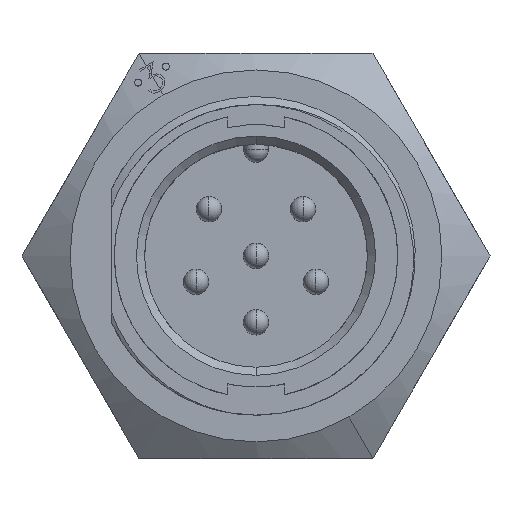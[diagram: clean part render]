
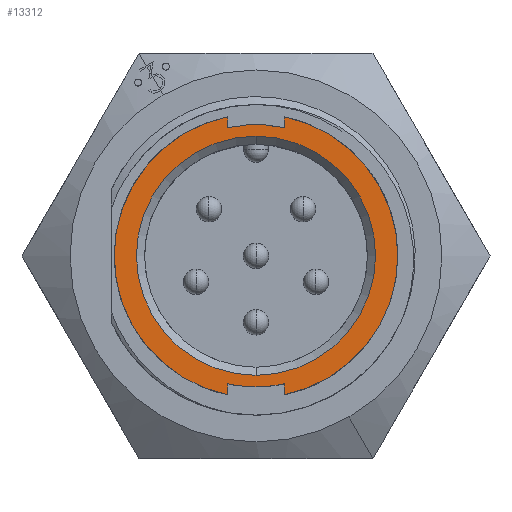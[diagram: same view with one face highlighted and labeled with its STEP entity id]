
A CAD part, top view. The second image highlights one B-rep face of the part: STEP entity #13312.
In plain terms, the highlighted planar face has unit normal (0, 0, 1).
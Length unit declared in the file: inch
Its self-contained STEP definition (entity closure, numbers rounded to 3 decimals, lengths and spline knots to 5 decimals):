
#189 = ORIENTED_EDGE ( 'NONE', *, *, #14393, .T. ) ;
#319 = DIRECTION ( 'NONE',  ( 0., -1., 0. ) ) ;
#384 = VECTOR ( 'NONE', #5679, 39.37008 ) ;
#441 = CARTESIAN_POINT ( 'NONE',  ( -0.07, -0.34293, 0. ) ) ;
#442 = CARTESIAN_POINT ( 'NONE',  ( -0.07, 0.34293, 0. ) ) ;
#671 = ORIENTED_EDGE ( 'NONE', *, *, #5160, .T. ) ;
#1105 = DIRECTION ( 'NONE',  ( 0., 1., 0. ) ) ;
#1407 = DIRECTION ( 'NONE',  ( 0., 0., 1. ) ) ;
#1484 = CIRCLE ( 'NONE', #10439, 0.35 ) ;
#1657 = LINE ( 'NONE', #15208, #17706 ) ;
#1712 = DIRECTION ( 'NONE',  ( 0., 0., -1. ) ) ;
#1885 = CARTESIAN_POINT ( 'NONE',  ( 0., 0., 0. ) ) ;
#2299 = CARTESIAN_POINT ( 'NONE',  ( 0., 0., 0. ) ) ;
#2455 = VERTEX_POINT ( 'NONE', #4931 ) ;
#2827 = CARTESIAN_POINT ( 'NONE',  ( 0., 0., 0. ) ) ;
#2920 = EDGE_LOOP ( 'NONE', ( #189, #17612, #6028, #9487, #8123, #671, #5246, #13991, #16568 ) ) ;
#2931 = LINE ( 'NONE', #16465, #5983 ) ;
#2945 = CARTESIAN_POINT ( 'NONE',  ( 0., 0., 0. ) ) ;
#3554 = AXIS2_PLACEMENT_3D ( 'NONE', #1885, #1712, #15716 ) ;
#4348 = DIRECTION ( 'NONE',  ( 0., 0., 1. ) ) ;
#4463 = LINE ( 'NONE', #5550, #16937 ) ;
#4748 = DIRECTION ( 'NONE',  ( 0., -1., 0. ) ) ;
#4771 = DIRECTION ( 'NONE',  ( 1., 0., 0. ) ) ;
#4776 = VERTEX_POINT ( 'NONE', #10825 ) ;
#4928 = EDGE_LOOP ( 'NONE', ( #12446, #8114 ) ) ;
#4931 = CARTESIAN_POINT ( 'NONE',  ( 0.07, 0.31584, 0. ) ) ;
#5008 = VERTEX_POINT ( 'NONE', #442 ) ;
#5127 = AXIS2_PLACEMENT_3D ( 'NONE', #5692, #10593, #5175 ) ;
#5160 = EDGE_CURVE ( 'NONE', #13520, #4776, #13156, .T. ) ;
#5175 = DIRECTION ( 'NONE',  ( 1., 0., 0. ) ) ;
#5246 = ORIENTED_EDGE ( 'NONE', *, *, #13416, .F. ) ;
#5278 = CIRCLE ( 'NONE', #17116, 0.295 ) ;
#5550 = CARTESIAN_POINT ( 'NONE',  ( -0.07, 0.34293, 0. ) ) ;
#5679 = DIRECTION ( 'NONE',  ( 0., 1., 0. ) ) ;
#5692 = CARTESIAN_POINT ( 'NONE',  ( 0., 0., 0. ) ) ;
#5983 = VECTOR ( 'NONE', #9705, 39.37008 ) ;
#6000 = CIRCLE ( 'NONE', #13489, 0.295 ) ;
#6028 = ORIENTED_EDGE ( 'NONE', *, *, #17291, .F. ) ;
#6041 = CARTESIAN_POINT ( 'NONE',  ( 0.07, -0.31584, 0. ) ) ;
#6558 = DIRECTION ( 'NONE',  ( 0., -1., 0. ) ) ;
#6919 = EDGE_CURVE ( 'NONE', #5008, #16509, #4463, .T. ) ;
#7749 = EDGE_CURVE ( 'NONE', #12318, #9128, #6000, .T. ) ;
#7780 = CARTESIAN_POINT ( 'NONE',  ( -0.07, 0.31584, 0. ) ) ;
#7788 = EDGE_CURVE ( 'NONE', #16509, #2455, #8306, .T. ) ;
#8064 = CARTESIAN_POINT ( 'NONE',  ( 0., 0.295, 0. ) ) ;
#8114 = ORIENTED_EDGE ( 'NONE', *, *, #11013, .F. ) ;
#8123 = ORIENTED_EDGE ( 'NONE', *, *, #17275, .F. ) ;
#8306 = CIRCLE ( 'NONE', #5127, 0.3235 ) ;
#8450 = DIRECTION ( 'NONE',  ( 0., 0., 1. ) ) ;
#8604 = DIRECTION ( 'NONE',  ( 0., 1., 0. ) ) ;
#9128 = VERTEX_POINT ( 'NONE', #10533 ) ;
#9355 = CARTESIAN_POINT ( 'NONE',  ( 0., 0., 0. ) ) ;
#9487 = ORIENTED_EDGE ( 'NONE', *, *, #12727, .F. ) ;
#9620 = CIRCLE ( 'NONE', #3554, 0.3235 ) ;
#9705 = DIRECTION ( 'NONE',  ( 0., -1., 0. ) ) ;
#9948 = EDGE_CURVE ( 'NONE', #16230, #17258, #2931, .T. ) ;
#10159 = DIRECTION ( 'NONE',  ( 0., 0., 1. ) ) ;
#10439 = AXIS2_PLACEMENT_3D ( 'NONE', #9355, #1407, #6558 ) ;
#10533 = CARTESIAN_POINT ( 'NONE',  ( 0., 0.295, 0. ) ) ;
#10591 = FACE_BOUND ( 'NONE', #4928, .T. ) ;
#10593 = DIRECTION ( 'NONE',  ( 0., 0., -1. ) ) ;
#10825 = CARTESIAN_POINT ( 'NONE',  ( 0.07, 0.34293, 0. ) ) ;
#10949 = CARTESIAN_POINT ( 'NONE',  ( 0.07, -0.31584, 0. ) ) ;
#11013 = EDGE_CURVE ( 'NONE', #9128, #12318, #5278, .T. ) ;
#11462 = CARTESIAN_POINT ( 'NONE',  ( 0., -0.295, 0. ) ) ;
#11674 = CARTESIAN_POINT ( 'NONE',  ( -0.07, -0.31584, 0. ) ) ;
#12318 = VERTEX_POINT ( 'NONE', #11462 ) ;
#12446 = ORIENTED_EDGE ( 'NONE', *, *, #7749, .F. ) ;
#12727 = EDGE_CURVE ( 'NONE', #13483, #15678, #17402, .T. ) ;
#13156 = CIRCLE ( 'NONE', #15479, 0.35 ) ;
#13312 = ADVANCED_FACE ( 'NONE', ( #16193, #10591 ), #17537, .F. ) ;
#13416 = EDGE_CURVE ( 'NONE', #2455, #4776, #1657, .T. ) ;
#13483 = VERTEX_POINT ( 'NONE', #10949 ) ;
#13489 = AXIS2_PLACEMENT_3D ( 'NONE', #17196, #10159, #4748 ) ;
#13520 = VERTEX_POINT ( 'NONE', #16729 ) ;
#13749 = DIRECTION ( 'NONE',  ( 0., -1., 0. ) ) ;
#13986 = LINE ( 'NONE', #6041, #384 ) ;
#13991 = ORIENTED_EDGE ( 'NONE', *, *, #7788, .F. ) ;
#14393 = EDGE_CURVE ( 'NONE', #5008, #17258, #1484, .T. ) ;
#14823 = AXIS2_PLACEMENT_3D ( 'NONE', #8064, #17817, #1105 ) ;
#15208 = CARTESIAN_POINT ( 'NONE',  ( 0.07, 0.34293, 0. ) ) ;
#15479 = AXIS2_PLACEMENT_3D ( 'NONE', #2945, #8450, #319 ) ;
#15678 = VERTEX_POINT ( 'NONE', #16910 ) ;
#15716 = DIRECTION ( 'NONE',  ( 1., 0., 0. ) ) ;
#16043 = DIRECTION ( 'NONE',  ( 0., 0., -1. ) ) ;
#16193 = FACE_OUTER_BOUND ( 'NONE', #2920, .T. ) ;
#16230 = VERTEX_POINT ( 'NONE', #11674 ) ;
#16465 = CARTESIAN_POINT ( 'NONE',  ( -0.07, -0.31584, 0. ) ) ;
#16509 = VERTEX_POINT ( 'NONE', #7780 ) ;
#16568 = ORIENTED_EDGE ( 'NONE', *, *, #6919, .F. ) ;
#16571 = DIRECTION ( 'NONE',  ( 0., -1., 0. ) ) ;
#16729 = CARTESIAN_POINT ( 'NONE',  ( 0.07, -0.34293, 0. ) ) ;
#16910 = CARTESIAN_POINT ( 'NONE',  ( 0., -0.3235, 0. ) ) ;
#16937 = VECTOR ( 'NONE', #16571, 39.37008 ) ;
#17116 = AXIS2_PLACEMENT_3D ( 'NONE', #2827, #4348, #13749 ) ;
#17196 = CARTESIAN_POINT ( 'NONE',  ( 0., 0., 0. ) ) ;
#17258 = VERTEX_POINT ( 'NONE', #441 ) ;
#17275 = EDGE_CURVE ( 'NONE', #13520, #13483, #13986, .T. ) ;
#17291 = EDGE_CURVE ( 'NONE', #15678, #16230, #9620, .T. ) ;
#17402 = CIRCLE ( 'NONE', #17695, 0.3235 ) ;
#17537 = PLANE ( 'NONE',  #14823 ) ;
#17612 = ORIENTED_EDGE ( 'NONE', *, *, #9948, .F. ) ;
#17695 = AXIS2_PLACEMENT_3D ( 'NONE', #2299, #16043, #4771 ) ;
#17706 = VECTOR ( 'NONE', #8604, 39.37008 ) ;
#17817 = DIRECTION ( 'NONE',  ( 0., 0., -1. ) ) ;
